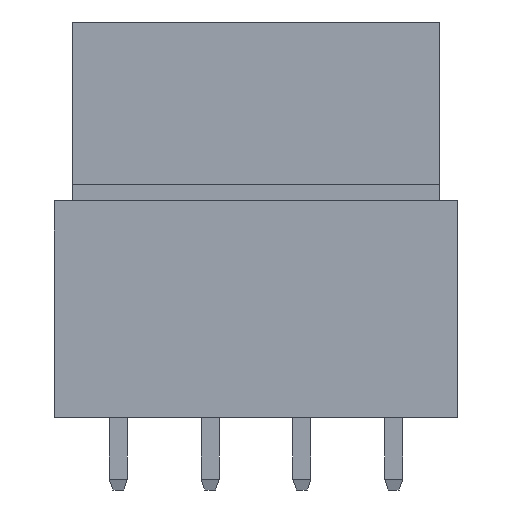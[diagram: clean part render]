
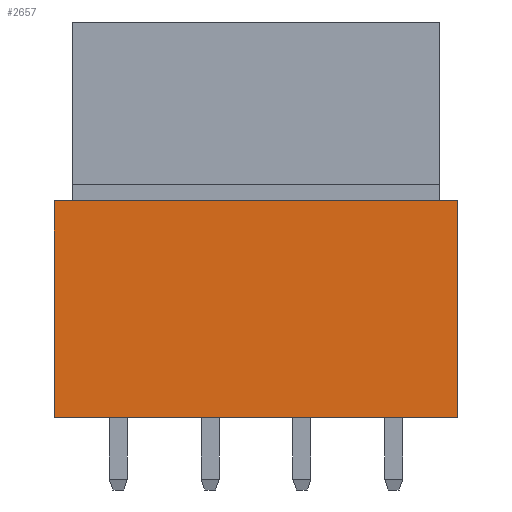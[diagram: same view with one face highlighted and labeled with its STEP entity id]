
A CAD part, front view. The second image highlights one B-rep face of the part: STEP entity #2657.
In plain terms, the highlighted planar face has unit normal (0, -1, 0).
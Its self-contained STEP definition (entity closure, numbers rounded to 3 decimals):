
#1220 = VERTEX_POINT('',#1221);
#1221 = CARTESIAN_POINT('',(-3.54,-3.8,12.));
#1229 = EDGE_CURVE('',#1220,#1230,#1232,.T.);
#1230 = VERTEX_POINT('',#1231);
#1231 = CARTESIAN_POINT('',(18.78,-3.8,12.));
#1232 = LINE('',#1233,#1234);
#1233 = CARTESIAN_POINT('',(-3.54,-3.8,12.));
#1234 = VECTOR('',#1235,1.);
#1235 = DIRECTION('',(1.,0.,0.));
#2454 = VERTEX_POINT('',#2455);
#2455 = CARTESIAN_POINT('',(-3.54,-3.8,0.));
#2461 = EDGE_CURVE('',#2454,#1220,#2462,.T.);
#2462 = LINE('',#2463,#2464);
#2463 = CARTESIAN_POINT('',(-3.54,-3.8,0.));
#2464 = VECTOR('',#2465,1.);
#2465 = DIRECTION('',(0.,0.,1.));
#2630 = VERTEX_POINT('',#2631);
#2631 = CARTESIAN_POINT('',(18.78,-3.8,0.));
#2637 = EDGE_CURVE('',#2630,#1230,#2638,.T.);
#2638 = LINE('',#2639,#2640);
#2639 = CARTESIAN_POINT('',(18.78,-3.8,0.));
#2640 = VECTOR('',#2641,1.);
#2641 = DIRECTION('',(0.,0.,1.));
#2657 = ADVANCED_FACE('',(#2658),#2669,.T.);
#2658 = FACE_BOUND('',#2659,.T.);
#2659 = EDGE_LOOP('',(#2660,#2666,#2667,#2668));
#2660 = ORIENTED_EDGE('',*,*,#2661,.T.);
#2661 = EDGE_CURVE('',#2454,#2630,#2662,.T.);
#2662 = LINE('',#2663,#2664);
#2663 = CARTESIAN_POINT('',(-3.54,-3.8,0.));
#2664 = VECTOR('',#2665,1.);
#2665 = DIRECTION('',(1.,0.,0.));
#2666 = ORIENTED_EDGE('',*,*,#2637,.T.);
#2667 = ORIENTED_EDGE('',*,*,#1229,.F.);
#2668 = ORIENTED_EDGE('',*,*,#2461,.F.);
#2669 = PLANE('',#2670);
#2670 = AXIS2_PLACEMENT_3D('',#2671,#2672,#2673);
#2671 = CARTESIAN_POINT('',(-3.54,-3.8,0.));
#2672 = DIRECTION('',(0.,-1.,0.));
#2673 = DIRECTION('',(0.,0.,1.));
